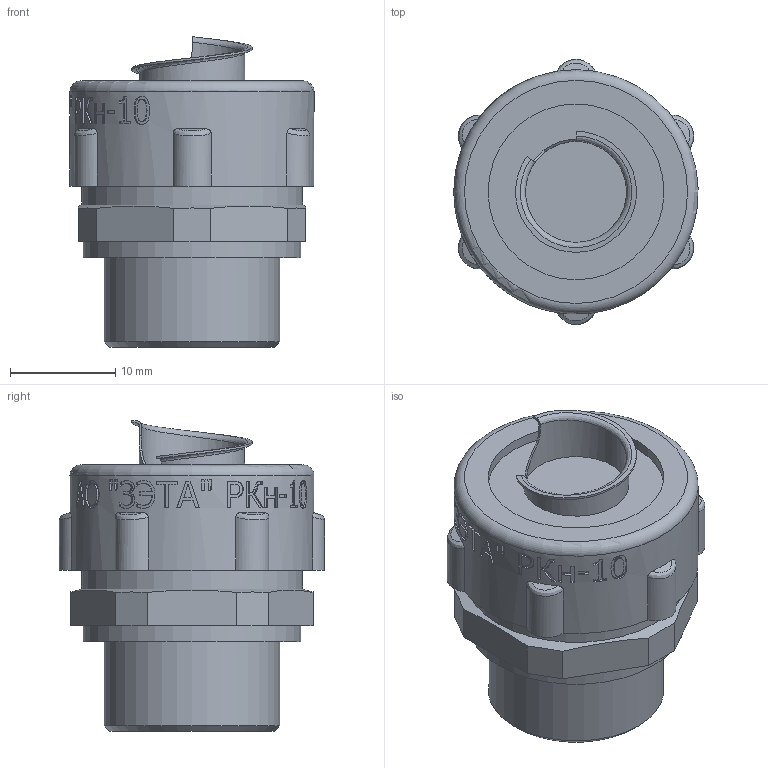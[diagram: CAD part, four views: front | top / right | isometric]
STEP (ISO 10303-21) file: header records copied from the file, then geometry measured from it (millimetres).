
FILE_DESCRIPTION(/* description */ (''),/* implementation_level */ '2;1');
FILE_NAME(/* name */ 'РКН -10.stp',/* time_stamp */ '2019-04-29T12:37:42+07:00',/* author */ ('zeta-09'),/* organization */ (''),/* preprocessor_version */ 'ST-DEVELOPER v17',/* originating_system */ 'Autodesk Inventor 2019',/* authorisation */ '');
FILE_SCHEMA (('AUTOMOTIVE_DESIGN { 1 0 10303 214 3 1 1 }'));
Length unit declared in the file: millimetre
Products named in the file (1): РКН -10
Bounding box: 23.19 x 25.19 x 29.5 mm (x, y, z)
Volume: 7939.5 mm3; surface area: 3035.9 mm2
Topology: 1 solids, 1 shells, 255 faces, 687 edges, 460 vertices
Faces by surface type: plane 108, bspline 99, cylinder 38, cone 9, torus 1
Full cylindrical faces by diameter (mm): 9.6 x1, 12.67 x1, 16.67 x1, 16.7 x1, 20.67 x1, 21 x1, 23.2 x1
Entity records: 11006 total; most frequent: CARTESIAN_POINT 5088, ORIENTED_EDGE 1376, DIRECTION 939, EDGE_CURVE 688, VERTEX_POINT 461, AXIS2_PLACEMENT_3D 321, LINE 297, VECTOR 297
